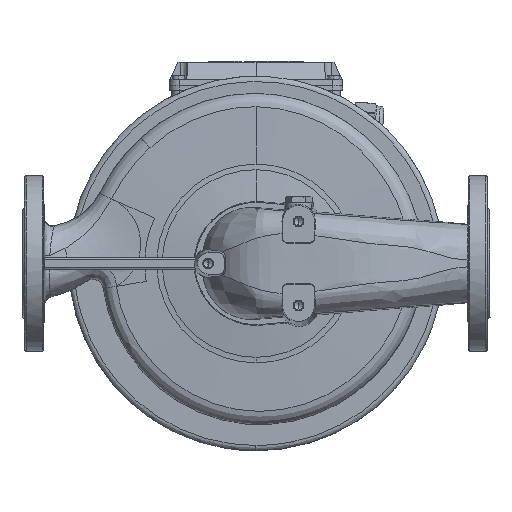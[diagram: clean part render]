
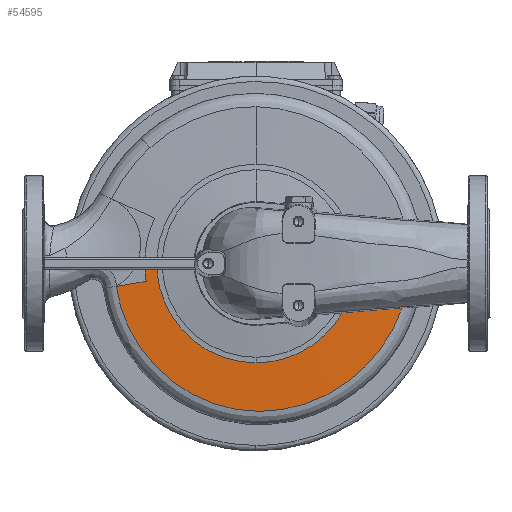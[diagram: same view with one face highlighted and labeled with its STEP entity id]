
A CAD part, front view. The second image highlights one B-rep face of the part: STEP entity #54595.
In plain terms, the highlighted conical face has half-angle 88 degrees and reference radius 143.5 mm.
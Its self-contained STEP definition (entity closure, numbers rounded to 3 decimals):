
#130 = CARTESIAN_POINT ( 'NONE',  ( 120.171, 93.873, -76.339 ) ) ;
#1327 = CARTESIAN_POINT ( 'NONE',  ( 137.277, 93.92, -41.763 ) ) ;
#2140 = CARTESIAN_POINT ( 'NONE',  ( -64.309, 93.675, -120.448 ) ) ;
#2541 = CARTESIAN_POINT ( 'NONE',  ( 110.723, 93.854, -88.634 ) ) ;
#2928 = CARTESIAN_POINT ( 'NONE',  ( -24.979, 93.735, -135.984 ) ) ;
#3322 = CARTESIAN_POINT ( 'NONE',  ( -13.593, 93.75, -137.999 ) ) ;
#3570 = CARTESIAN_POINT ( 'NONE',  ( -103.85, 92.563, -13.294 ) ) ;
#4152 = CARTESIAN_POINT ( 'NONE',  ( 0., 92.171, 0.001 ) ) ;
#4186 = CARTESIAN_POINT ( 'NONE',  ( 0., 92.171, -93.403 ) ) ;
#6203 = AXIS2_PLACEMENT_3D ( 'NONE', #34114, #9528, #46168 ) ;
#7985 = ORIENTED_EDGE ( 'NONE', *, *, #25618, .T. ) ;
#9372 = CARTESIAN_POINT ( 'NONE',  ( 32.464, 93.787, -136.087 ) ) ;
#9528 = DIRECTION ( 'NONE',  ( 0., 1., 0. ) ) ;
#9770 = CARTESIAN_POINT ( 'NONE',  ( -127.406, 93.574, -40.321 ) ) ;
#9935 = CARTESIAN_POINT ( 'NONE',  ( 118.533, 93.337, -43.319 ) ) ;
#10189 = FACE_OUTER_BOUND ( 'NONE', #36334, .T. ) ;
#10708 = CARTESIAN_POINT ( 'NONE',  ( 99.789, 92.754, -44.876 ) ) ;
#12157 = B_SPLINE_CURVE_WITH_KNOTS ( 'NONE', 3,
 ( #34201, #59525, #3570, #28150 ),
 .UNSPECIFIED., .F., .F.,
 ( 4, 4 ),
 ( 0., 1. ),
 .UNSPECIFIED. ) ;
#12727 = B_SPLINE_CURVE_WITH_KNOTS ( 'NONE', 3,
 ( #70221, #51692, #63368, #20691 ),
 .UNSPECIFIED., .F., .F.,
 ( 4, 4 ),
 ( 0., 1. ),
 .UNSPECIFIED. ) ;
#13766 = VERTEX_POINT ( 'NONE', #35659 ) ;
#14897 = B_SPLINE_CURVE_WITH_KNOTS ( 'NONE', 3,
 ( #39771, #38973, #40558, #65122 ),
 .UNSPECIFIED., .F., .F.,
 ( 4, 4 ),
 ( 0., 1. ),
 .UNSPECIFIED. ) ;
#15441 = CARTESIAN_POINT ( 'NONE',  ( 0., 93.92, 0.001 ) ) ;
#15801 = CARTESIAN_POINT ( 'NONE',  ( -83.326, 93.641, -107.156 ) ) ;
#16217 = DIRECTION ( 'NONE',  ( 0., 1., 0. ) ) ;
#16457 = EDGE_CURVE ( 'NONE', #47614, #60510, #25258, .T. ) ;
#19490 = ORIENTED_EDGE ( 'NONE', *, *, #78027, .T. ) ;
#20691 = CARTESIAN_POINT ( 'NONE',  ( -104.461, 92.581, -5.999 ) ) ;
#20911 = CARTESIAN_POINT ( 'NONE',  ( 81.044, 92.171, -46.432 ) ) ;
#21063 = CARTESIAN_POINT ( 'NONE',  ( -21.2, 93.74, -136.767 ) ) ;
#21171 = VERTEX_POINT ( 'NONE', #4186 ) ;
#21862 = CARTESIAN_POINT ( 'NONE',  ( -120.814, 93.587, -58.397 ) ) ;
#25258 = B_SPLINE_CURVE_WITH_KNOTS ( 'NONE', 3,
 ( #1327, #25509, #30765, #75039, #130, #2541, #38783, #51668, #76238, #33566, #45626, #58090, #44833, #9372, #39973, #28297, #64542, #33963, #3322, #21063, #2928, #58496, #27901, #52458, #51268, #2140, #57294, #64154, #15801, #77018, #40377, #46417, #46013, #21862, #76627, #9770, #70198, #70987, #64941, #57703 ),
 .UNSPECIFIED., .F., .F.,
 ( 4, 2, 2, 2, 2, 2, 2, 2, 2, 2, 2, 2, 2, 2, 2, 2, 2, 2, 2, 4 ),
 ( 0., 0.063, 0.125, 0.188, 0.25, 0.313, 0.375, 0.438, 0.5, 0.531, 0.563, 0.625, 0.656, 0.688, 0.75, 0.813, 0.875, 0.938, 0.969, 1. ),
 .UNSPECIFIED. ) ;
#25323 = VERTEX_POINT ( 'NONE', #20911 ) ;
#25509 = CARTESIAN_POINT ( 'NONE',  ( 134.799, 93.911, -49.084 ) ) ;
#25618 = EDGE_CURVE ( 'NONE', #31673, #36430, #12157, .T. ) ;
#27750 = CARTESIAN_POINT ( 'NONE',  ( 137.277, 93.92, -41.763 ) ) ;
#27901 = CARTESIAN_POINT ( 'NONE',  ( -43.521, 93.709, -130.611 ) ) ;
#28150 = CARTESIAN_POINT ( 'NONE',  ( -103.258, 92.563, -16.905 ) ) ;
#28297 = CARTESIAN_POINT ( 'NONE',  ( 9.484, 93.772, -139.138 ) ) ;
#28622 = ORIENTED_EDGE ( 'NONE', *, *, #44654, .T. ) ;
#29529 = DIRECTION ( 'NONE',  ( 0., 1., 0. ) ) ;
#29642 = CARTESIAN_POINT ( 'NONE',  ( 137.277, 93.92, -41.763 ) ) ;
#30765 = CARTESIAN_POINT ( 'NONE',  ( 131.71, 93.902, -56.2 ) ) ;
#31425 = CIRCLE ( 'NONE', #67376, 93.403 ) ;
#31673 = VERTEX_POINT ( 'NONE', #43444 ) ;
#33566 = CARTESIAN_POINT ( 'NONE',  ( 75.362, 93.813, -118.741 ) ) ;
#33963 = CARTESIAN_POINT ( 'NONE',  ( -9.767, 93.754, -138.447 ) ) ;
#34114 = CARTESIAN_POINT ( 'NONE',  ( 0., 92.171, 0.001 ) ) ;
#34201 = CARTESIAN_POINT ( 'NONE',  ( -104.461, 92.581, -5.999 ) ) ;
#35659 = CARTESIAN_POINT ( 'NONE',  ( -93.211, 92.171, -5.999 ) ) ;
#36334 = EDGE_LOOP ( 'NONE', ( #7985, #69275, #46884, #45744, #68295, #28622, #19490 ) ) ;
#36430 = VERTEX_POINT ( 'NONE', #69777 ) ;
#38783 = CARTESIAN_POINT ( 'NONE',  ( 105.502, 93.846, -94.413 ) ) ;
#38973 = CARTESIAN_POINT ( 'NONE',  ( -112.608, 92.894, -18.435 ) ) ;
#39771 = CARTESIAN_POINT ( 'NONE',  ( -103.258, 92.563, -16.905 ) ) ;
#39973 = CARTESIAN_POINT ( 'NONE',  ( 24.837, 93.782, -137.545 ) ) ;
#40377 = CARTESIAN_POINT ( 'NONE',  ( -99.851, 93.614, -90.811 ) ) ;
#40558 = CARTESIAN_POINT ( 'NONE',  ( -121.959, 93.225, -19.966 ) ) ;
#42352 = EDGE_CURVE ( 'NONE', #36430, #60510, #14897, .T. ) ;
#43444 = CARTESIAN_POINT ( 'NONE',  ( -104.461, 92.581, -5.999 ) ) ;
#44654 = EDGE_CURVE ( 'NONE', #21171, #13766, #74218, .T. ) ;
#44833 = CARTESIAN_POINT ( 'NONE',  ( 47.356, 93.796, -131.918 ) ) ;
#45626 = CARTESIAN_POINT ( 'NONE',  ( 68.616, 93.808, -122.617 ) ) ;
#45744 = ORIENTED_EDGE ( 'NONE', *, *, #60521, .F. ) ;
#46013 = CARTESIAN_POINT ( 'NONE',  ( -113.541, 93.597, -72.02 ) ) ;
#46168 = DIRECTION ( 'NONE',  ( -0.998, 0., -0.057 ) ) ;
#46417 = CARTESIAN_POINT ( 'NONE',  ( -109.309, 93.602, -78.54 ) ) ;
#46884 = ORIENTED_EDGE ( 'NONE', *, *, #16457, .F. ) ;
#47614 = VERTEX_POINT ( 'NONE', #27750 ) ;
#51268 = CARTESIAN_POINT ( 'NONE',  ( -57.551, 93.687, -124.181 ) ) ;
#51668 = CARTESIAN_POINT ( 'NONE',  ( 94.225, 93.83, -105.082 ) ) ;
#51692 = CARTESIAN_POINT ( 'NONE',  ( -96.96, 92.301, -6.024 ) ) ;
#52458 = CARTESIAN_POINT ( 'NONE',  ( -54.094, 93.692, -125.902 ) ) ;
#53682 = DIRECTION ( 'NONE',  ( -0.998, 0., -0.057 ) ) ;
#54595 = ADVANCED_FACE ( 'NONE', ( #10189 ), #77339, .T. ) ;
#57294 = CARTESIAN_POINT ( 'NONE',  ( -67.609, 93.669, -118.437 ) ) ;
#57703 = CARTESIAN_POINT ( 'NONE',  ( -131.309, 93.556, -21.497 ) ) ;
#58090 = CARTESIAN_POINT ( 'NONE',  ( 54.612, 93.8, -129.207 ) ) ;
#58496 = CARTESIAN_POINT ( 'NONE',  ( -36.198, 93.72, -133.148 ) ) ;
#58528 = DIRECTION ( 'NONE',  ( 0., 0., 1. ) ) ;
#59525 = CARTESIAN_POINT ( 'NONE',  ( -104.252, 92.563, -9.652 ) ) ;
#60510 = VERTEX_POINT ( 'NONE', #75603 ) ;
#60521 = EDGE_CURVE ( 'NONE', #25323, #47614, #77004, .T. ) ;
#63368 = CARTESIAN_POINT ( 'NONE',  ( -100.711, 92.432, -6.024 ) ) ;
#64154 = CARTESIAN_POINT ( 'NONE',  ( -77.246, 93.652, -111.997 ) ) ;
#64542 = CARTESIAN_POINT ( 'NONE',  ( 1.75, 93.766, -139.276 ) ) ;
#64941 = CARTESIAN_POINT ( 'NONE',  ( -130.801, 93.559, -25.31 ) ) ;
#65122 = CARTESIAN_POINT ( 'NONE',  ( -131.309, 93.556, -21.497 ) ) ;
#65457 = EDGE_CURVE ( 'NONE', #25323, #21171, #31425, .T. ) ;
#67031 = AXIS2_PLACEMENT_3D ( 'NONE', #15441, #16217, #58528 ) ;
#67376 = AXIS2_PLACEMENT_3D ( 'NONE', #4152, #29529, #53682 ) ;
#68295 = ORIENTED_EDGE ( 'NONE', *, *, #65457, .T. ) ;
#69275 = ORIENTED_EDGE ( 'NONE', *, *, #42352, .T. ) ;
#69777 = CARTESIAN_POINT ( 'NONE',  ( -103.258, 92.563, -16.905 ) ) ;
#70198 = CARTESIAN_POINT ( 'NONE',  ( -128.423, 93.57, -36.608 ) ) ;
#70221 = CARTESIAN_POINT ( 'NONE',  ( -93.211, 92.171, -5.999 ) ) ;
#70987 = CARTESIAN_POINT ( 'NONE',  ( -130.12, 93.563, -29.103 ) ) ;
#71146 = CARTESIAN_POINT ( 'NONE',  ( 81.044, 92.171, -46.432 ) ) ;
#74218 = CIRCLE ( 'NONE', #6203, 93.403 ) ;
#75039 = CARTESIAN_POINT ( 'NONE',  ( 124.395, 93.883, -69.825 ) ) ;
#75603 = CARTESIAN_POINT ( 'NONE',  ( -131.309, 93.556, -21.497 ) ) ;
#76238 = CARTESIAN_POINT ( 'NONE',  ( 88.168, 93.824, -109.973 ) ) ;
#76627 = CARTESIAN_POINT ( 'NONE',  ( -123.853, 93.583, -51.296 ) ) ;
#77004 = B_SPLINE_CURVE_WITH_KNOTS ( 'NONE', 3,
 ( #71146, #10708, #9935, #29642 ),
 .UNSPECIFIED., .F., .F.,
 ( 4, 4 ),
 ( 0., 1. ),
 .UNSPECIFIED. ) ;
#77018 = CARTESIAN_POINT ( 'NONE',  ( -94.627, 93.622, -96.562 ) ) ;
#77339 = CONICAL_SURFACE ( 'NONE', #67031, 143.5, 1.536 ) ;
#78027 = EDGE_CURVE ( 'NONE', #13766, #31673, #12727, .T. ) ;
